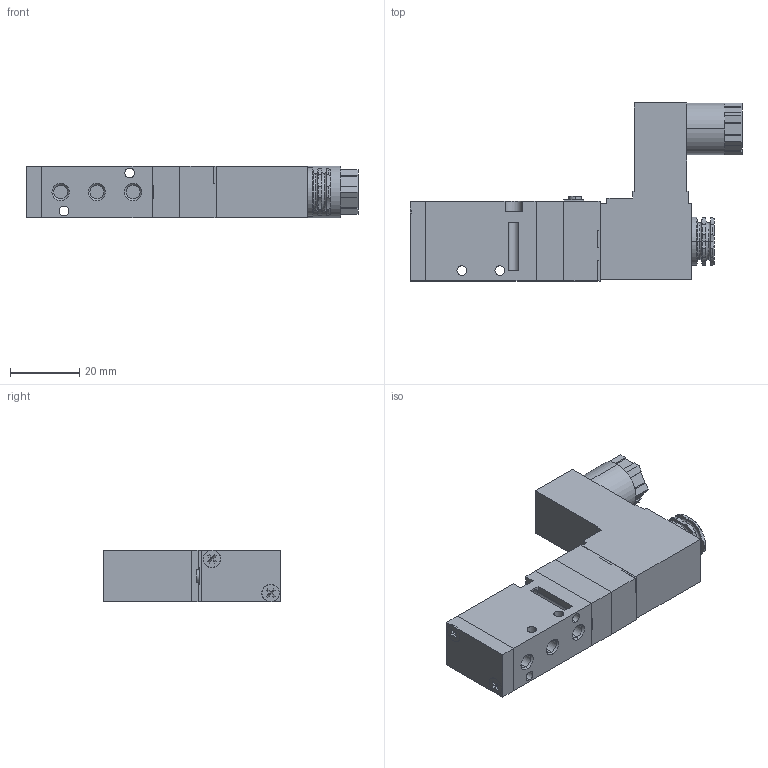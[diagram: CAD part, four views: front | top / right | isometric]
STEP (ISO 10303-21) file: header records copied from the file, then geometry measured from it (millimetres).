
FILE_DESCRIPTION (( 'STEP AP203' ), '1' );
FILE_NAME ('SF1101-IP-SC1-CD1.STEP', '2016-01-04T10:46:20', ( 'yrd8' ), ( '' ), 'SwSTEP 2.0', 'SolidWorks 2008', '' );
FILE_SCHEMA (( 'CONFIG_CONTROL_DESIGN' ));
Length unit declared in the file: millimetre
Products named in the file (6): SF1101-IP-SC1-CD1; SF1000 BODY_ル遽; SF1000 COVER_ル遽; SF1000 PILOT_ル遽; SF1000 SEMY_ル遽; CN1_ル遽
Assembly tree (5 placements, depth 2):
  SF1101-IP-SC1-CD1
    SF1000 PILOT_ル遽
    SF1000 BODY_ル遽
    CN1_ル遽
    SF1000 SEMY_ル遽
    SF1000 COVER_ル遽
Bounding box: 96.1 x 51.5 x 15 mm (x, y, z)
Volume: 35549.4 mm3; surface area: 17239.1 mm2
Topology: 11 solids, 11 shells, 484 faces, 1252 edges, 813 vertices
Faces by surface type: plane 286, cylinder 156, cone 22, torus 18, bspline 2
Entity records: 16511 total; most frequent: CARTESIAN_POINT 3974, ORIENTED_EDGE 2504, DIRECTION 2450, EDGE_CURVE 1252, AXIS2_PLACEMENT_3D 817, VECTOR 816, LINE 816, VERTEX_POINT 813
